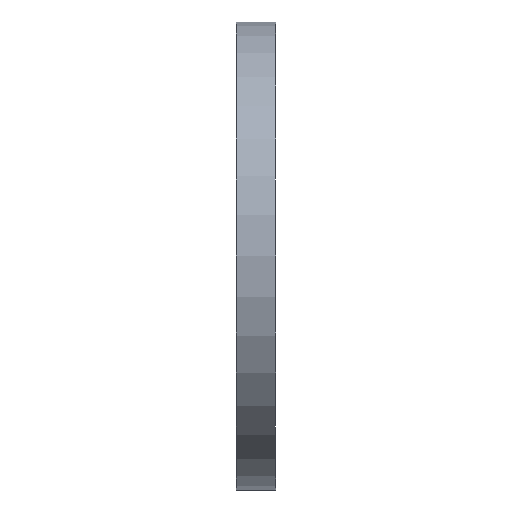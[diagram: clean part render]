
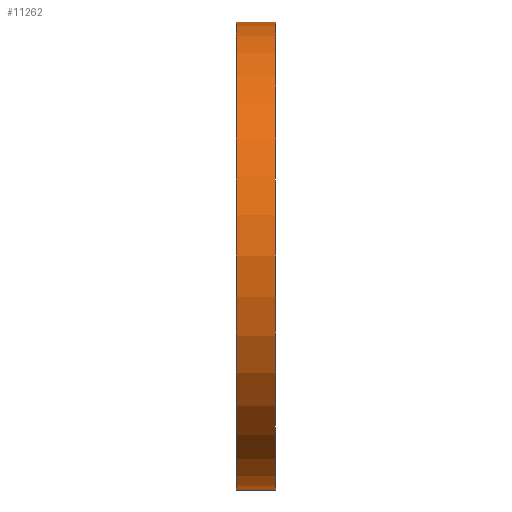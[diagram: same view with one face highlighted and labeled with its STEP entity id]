
A CAD part, left-side view. The second image highlights one B-rep face of the part: STEP entity #11262.
In plain terms, the highlighted cylindrical face has radius 24 mm (diameter 48 mm), a partial arc.
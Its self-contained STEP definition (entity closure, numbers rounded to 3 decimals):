
#28 = CARTESIAN_POINT ( 'NONE',  ( 0., 0., -24. ) ) ;
#288 = DIRECTION ( 'NONE',  ( 0., 1., 0. ) ) ;
#1227 = CARTESIAN_POINT ( 'NONE',  ( 0., 4., 0. ) ) ;
#1296 = CIRCLE ( 'NONE', #4307, 24. ) ;
#1339 = CARTESIAN_POINT ( 'NONE',  ( 0., 4., -24. ) ) ;
#1599 = ORIENTED_EDGE ( 'NONE', *, *, #7059, .T. ) ;
#1892 = CARTESIAN_POINT ( 'NONE',  ( 0., 4., -24. ) ) ;
#1904 = ORIENTED_EDGE ( 'NONE', *, *, #9796, .T. ) ;
#2179 = DIRECTION ( 'NONE',  ( 0., 0., 1. ) ) ;
#3025 = VERTEX_POINT ( 'NONE', #10613 ) ;
#3193 = DIRECTION ( 'NONE',  ( 0., -1., 0. ) ) ;
#3328 = DIRECTION ( 'NONE',  ( 0., -1., 0. ) ) ;
#3368 = DIRECTION ( 'NONE',  ( 0., -1., 0. ) ) ;
#3710 = CYLINDRICAL_SURFACE ( 'NONE', #10154, 24. ) ;
#4057 = ORIENTED_EDGE ( 'NONE', *, *, #4377, .F. ) ;
#4307 = AXIS2_PLACEMENT_3D ( 'NONE', #8124, #11993, #2179 ) ;
#4362 = ORIENTED_EDGE ( 'NONE', *, *, #9333, .F. ) ;
#4377 = EDGE_CURVE ( 'NONE', #7615, #3025, #9948, .T. ) ;
#5426 = CIRCLE ( 'NONE', #9800, 24. ) ;
#5981 = CARTESIAN_POINT ( 'NONE',  ( 0., 4., 24. ) ) ;
#6157 = CARTESIAN_POINT ( 'NONE',  ( 0., 4., 24. ) ) ;
#7059 = EDGE_CURVE ( 'NONE', #10641, #3025, #1296, .T. ) ;
#7331 = VECTOR ( 'NONE', #3193, 1000. ) ;
#7615 = VERTEX_POINT ( 'NONE', #5981 ) ;
#8020 = DIRECTION ( 'NONE',  ( 0., 0., -1. ) ) ;
#8124 = CARTESIAN_POINT ( 'NONE',  ( 0., 0., 0. ) ) ;
#8141 = DIRECTION ( 'NONE',  ( 0., 0., 1. ) ) ;
#8261 = EDGE_LOOP ( 'NONE', ( #4057, #4362, #1904, #1599 ) ) ;
#9333 = EDGE_CURVE ( 'NONE', #12747, #7615, #5426, .T. ) ;
#9796 = EDGE_CURVE ( 'NONE', #12747, #10641, #11296, .T. ) ;
#9800 = AXIS2_PLACEMENT_3D ( 'NONE', #1227, #288, #8141 ) ;
#9948 = LINE ( 'NONE', #6157, #7331 ) ;
#10001 = CARTESIAN_POINT ( 'NONE',  ( 0., 4., 0. ) ) ;
#10154 = AXIS2_PLACEMENT_3D ( 'NONE', #10001, #3328, #8020 ) ;
#10613 = CARTESIAN_POINT ( 'NONE',  ( 0., 0., 24. ) ) ;
#10641 = VERTEX_POINT ( 'NONE', #28 ) ;
#11262 = ADVANCED_FACE ( 'NONE', ( #11424 ), #3710, .T. ) ;
#11296 = LINE ( 'NONE', #1339, #12538 ) ;
#11424 = FACE_OUTER_BOUND ( 'NONE', #8261, .T. ) ;
#11993 = DIRECTION ( 'NONE',  ( 0., 1., 0. ) ) ;
#12538 = VECTOR ( 'NONE', #3368, 1000. ) ;
#12747 = VERTEX_POINT ( 'NONE', #1892 ) ;
